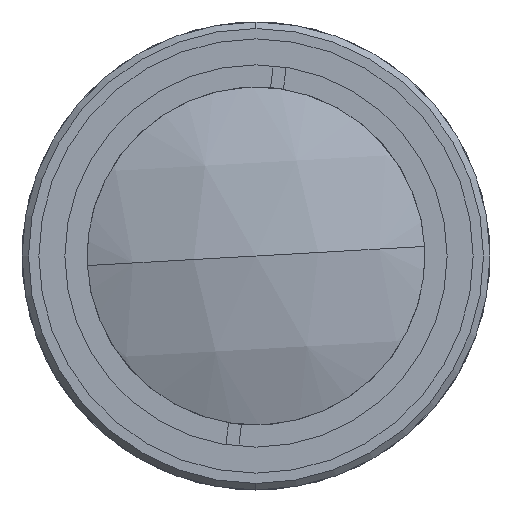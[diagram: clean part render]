
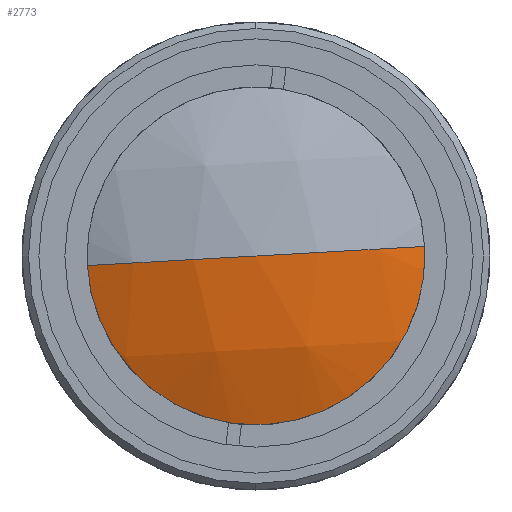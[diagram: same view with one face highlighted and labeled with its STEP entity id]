
A CAD part, left-side view. The second image highlights one B-rep face of the part: STEP entity #2773.
In plain terms, the highlighted spherical face has radius 34.13 mm.
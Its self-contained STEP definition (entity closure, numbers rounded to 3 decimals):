
#16 = AXIS2_PLACEMENT_3D ( 'NONE', #2930, #2981, #3633 ) ;
#24 = CIRCLE ( 'NONE', #3784, 14. ) ;
#276 = EDGE_CURVE ( 'NONE', #2778, #1097, #24, .T. ) ;
#579 = CARTESIAN_POINT ( 'NONE',  ( 11.003, -13.977, 0.794 ) ) ;
#1041 = DIRECTION ( 'NONE',  ( 0., -0.998, 0.057 ) ) ;
#1097 = VERTEX_POINT ( 'NONE', #579 ) ;
#1116 = ORIENTED_EDGE ( 'NONE', *, *, #276, .T. ) ;
#1145 = AXIS2_PLACEMENT_3D ( 'NONE', #2099, #4230, #1041 ) ;
#1359 = EDGE_LOOP ( 'NONE', ( #1116, #2128, #2468 ) ) ;
#1548 = SPHERICAL_SURFACE ( 'NONE', #16, 34.13 ) ;
#1682 = CIRCLE ( 'NONE', #4229, 34.13 ) ;
#1756 = VERTEX_POINT ( 'NONE', #4148 ) ;
#1873 = CARTESIAN_POINT ( 'NONE',  ( 11.003, 13.977, -0.794 ) ) ;
#1993 = DIRECTION ( 'NONE',  ( 0., -0.057, -0.998 ) ) ;
#2036 = DIRECTION ( 'NONE',  ( -1., 0., 0. ) ) ;
#2077 = EDGE_CURVE ( 'NONE', #1097, #1756, #1682, .T. ) ;
#2099 = CARTESIAN_POINT ( 'NONE',  ( 42.13, 0., 0. ) ) ;
#2128 = ORIENTED_EDGE ( 'NONE', *, *, #2077, .T. ) ;
#2279 = CIRCLE ( 'NONE', #1145, 34.13 ) ;
#2468 = ORIENTED_EDGE ( 'NONE', *, *, #3754, .F. ) ;
#2773 = ADVANCED_FACE ( 'NONE', ( #3982 ), #1548, .T. ) ;
#2778 = VERTEX_POINT ( 'NONE', #1873 ) ;
#2790 = DIRECTION ( 'NONE',  ( 0., 0.057, 0.998 ) ) ;
#2930 = CARTESIAN_POINT ( 'NONE',  ( 42.13, 0., 0. ) ) ;
#2981 = DIRECTION ( 'NONE',  ( 0., -0.057, -0.998 ) ) ;
#3416 = DIRECTION ( 'NONE',  ( 0., 0.998, -0.057 ) ) ;
#3633 = DIRECTION ( 'NONE',  ( 0., 0.998, -0.057 ) ) ;
#3754 = EDGE_CURVE ( 'NONE', #2778, #1756, #2279, .T. ) ;
#3774 = CARTESIAN_POINT ( 'NONE',  ( 42.13, 0., 0. ) ) ;
#3784 = AXIS2_PLACEMENT_3D ( 'NONE', #4522, #2036, #2790 ) ;
#3982 = FACE_OUTER_BOUND ( 'NONE', #1359, .T. ) ;
#4148 = CARTESIAN_POINT ( 'NONE',  ( 8., 0., 0. ) ) ;
#4229 = AXIS2_PLACEMENT_3D ( 'NONE', #3774, #1993, #3416 ) ;
#4230 = DIRECTION ( 'NONE',  ( 0., 0.057, 0.998 ) ) ;
#4522 = CARTESIAN_POINT ( 'NONE',  ( 11.003, 0., 0. ) ) ;
